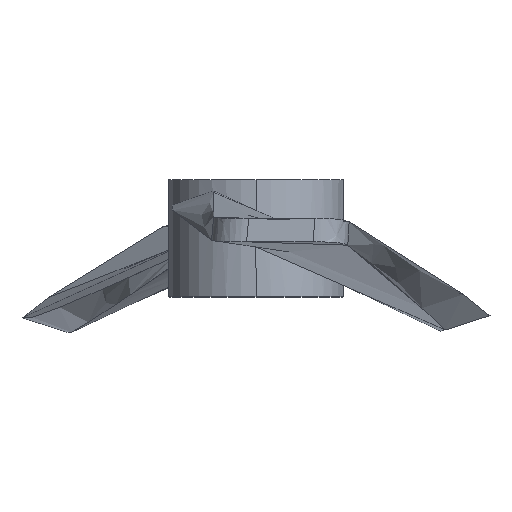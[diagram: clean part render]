
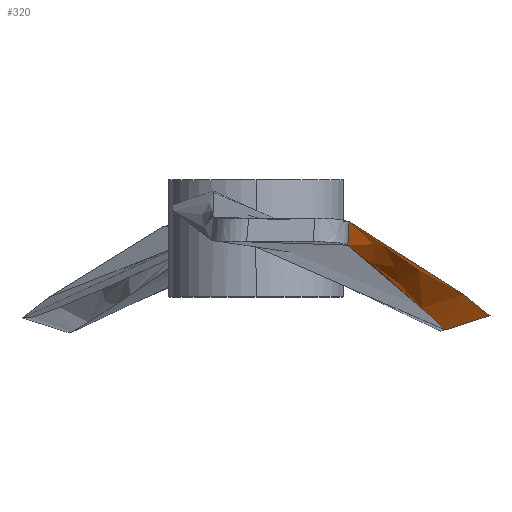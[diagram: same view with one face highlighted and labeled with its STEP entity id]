
A CAD part, top view. The second image highlights one B-rep face of the part: STEP entity #320.
In plain terms, the highlighted free-form (B-spline) face has degree [3, 3] with [4, 5] control points.
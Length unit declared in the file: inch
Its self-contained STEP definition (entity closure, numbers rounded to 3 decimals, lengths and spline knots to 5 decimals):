
#7 = CARTESIAN_POINT ( 'NONE',  ( 1.13676, -0.3908, 2.00397 ) ) ;
#15 = VERTEX_POINT ( 'NONE', #330 ) ;
#20 = VERTEX_POINT ( 'NONE', #1096 ) ;
#23 = CARTESIAN_POINT ( 'NONE',  ( 0.375, 0.22452, 6.25 ) ) ;
#44 = CARTESIAN_POINT ( 'NONE',  ( 0.3928, 0.22791, 6.12221 ) ) ;
#52 = CARTESIAN_POINT ( 'NONE',  ( 0.74319, 0.08953, 4.3059 ) ) ;
#80 = B_SPLINE_SURFACE_WITH_KNOTS ( 'NONE', 3, 3, ( 
 ( #911, #182, #608, #461, #368 ),
 ( #382, #1101, #558, #810, #1094 ),
 ( #631, #830, #204, #1174, #1088 ),
 ( #23, #818, #7, #923, #624 ) ),
 .UNSPECIFIED., .F., .F., .F.,
 ( 4, 4 ),
 ( 4, 1, 4 ),
 ( 0., 1. ),
 ( 0., 0.86006, 1. ),
 .UNSPECIFIED. ) ;
#115 = VERTEX_POINT ( 'NONE', #196 ) ;
#128 = B_SPLINE_CURVE_WITH_KNOTS ( 'NONE', 3,
 ( #327, #840, #322, #238, #575, #948, #136, #493, #851, #579, #44, #415, #503 ),
 .UNSPECIFIED., .F., .F.,
 ( 4, 3, 3, 3, 4 ),
 ( 0., 0.00013, 0.00115, 0.00187, 0.00255 ),
 .UNSPECIFIED. ) ;
#136 = CARTESIAN_POINT ( 'NONE',  ( 0.39499, 0.26491, 6.12533 ) ) ;
#145 = FACE_OUTER_BOUND ( 'NONE', #437, .T. ) ;
#149 = CARTESIAN_POINT ( 'NONE',  ( 0.39171, 0.21041, 6.12071 ) ) ;
#154 = CARTESIAN_POINT ( 'NONE',  ( 0.26874, 0.21054, 0.26154 ) ) ;
#182 = CARTESIAN_POINT ( 'NONE',  ( 0.71269, 0.10694, 4.3925 ) ) ;
#196 = CARTESIAN_POINT ( 'NONE',  ( 0.34223, 0.14344, 0.1533 ) ) ;
#204 = CARTESIAN_POINT ( 'NONE',  ( 1.27461, -0.3837, 2.02412 ) ) ;
#227 = CARTESIAN_POINT ( 'NONE',  ( 0.39171, 0.21041, 6.12071 ) ) ;
#238 = CARTESIAN_POINT ( 'NONE',  ( 0.3972, 0.30499, 6.12864 ) ) ;
#272 = CARTESIAN_POINT ( 'NONE',  ( 0.26874, 0.21054, 0.26154 ) ) ;
#280 = CARTESIAN_POINT ( 'NONE',  ( 0.33718, 0.1456, 0.16457 ) ) ;
#313 = CARTESIAN_POINT ( 'NONE',  ( 0.5165, 0.02265, 0.34806 ) ) ;
#320 = ADVANCED_FACE ( 'NONE', ( #145 ), #80, .T. ) ;
#322 = CARTESIAN_POINT ( 'NONE',  ( 0.39729, 0.3067, 6.12878 ) ) ;
#327 = CARTESIAN_POINT ( 'NONE',  ( 0.39747, 0.31012, 6.12906 ) ) ;
#328 = CARTESIAN_POINT ( 'NONE',  ( 1.48653, -0.33578, 2.1498 ) ) ;
#330 = CARTESIAN_POINT ( 'NONE',  ( 0.39747, 0.31012, 6.12906 ) ) ;
#368 = CARTESIAN_POINT ( 'NONE',  ( -0.18126, 0.42452, 0. ) ) ;
#382 = CARTESIAN_POINT ( 'NONE',  ( 0.375, 0.29119, 6.25 ) ) ;
#415 = CARTESIAN_POINT ( 'NONE',  ( 0.39226, 0.21916, 6.12146 ) ) ;
#437 = EDGE_LOOP ( 'NONE', ( #935, #916, #629, #774 ) ) ;
#439 = EDGE_CURVE ( 'NONE', #20, #115, #795, .T. ) ;
#461 = CARTESIAN_POINT ( 'NONE',  ( 0.34184, 0.1736, 0.22583 ) ) ;
#493 = CARTESIAN_POINT ( 'NONE',  ( 0.39445, 0.25549, 6.12455 ) ) ;
#503 = CARTESIAN_POINT ( 'NONE',  ( 0.39171, 0.21041, 6.12071 ) ) ;
#529 = EDGE_CURVE ( 'NONE', #15, #1147, #128, .T. ) ;
#558 = CARTESIAN_POINT ( 'NONE',  ( 1.41246, -0.37661, 2.04426 ) ) ;
#575 = CARTESIAN_POINT ( 'NONE',  ( 0.39649, 0.29163, 6.12755 ) ) ;
#579 = CARTESIAN_POINT ( 'NONE',  ( 0.39333, 0.23667, 6.12296 ) ) ;
#608 = CARTESIAN_POINT ( 'NONE',  ( 1.55031, -0.36951, 2.0644 ) ) ;
#624 = CARTESIAN_POINT ( 'NONE',  ( 0.18126, 0.25548, 0. ) ) ;
#629 = ORIENTED_EDGE ( 'NONE', *, *, #692, .F. ) ;
#631 = CARTESIAN_POINT ( 'NONE',  ( 0.375, 0.25786, 6.25 ) ) ;
#639 = CARTESIAN_POINT ( 'NONE',  ( 0.31388, 0.16204, 0.20549 ) ) ;
#662 = CARTESIAN_POINT ( 'NONE',  ( 0.62911, 0.01038, 4.31511 ) ) ;
#692 = EDGE_CURVE ( 'NONE', #115, #1147, #1142, .T. ) ;
#774 = ORIENTED_EDGE ( 'NONE', *, *, #439, .F. ) ;
#795 = B_SPLINE_CURVE_WITH_KNOTS ( 'NONE', 3,
 ( #272, #1086, #817, #639, #1093, #829, #280, #1018 ),
 .UNSPECIFIED., .F., .F.,
 ( 4, 2, 2, 4 ),
 ( 0., 0.0019, 0.00285, 0.00381 ),
 .UNSPECIFIED. ) ;
#810 = CARTESIAN_POINT ( 'NONE',  ( 0.38762, 0.13156, 0.23222 ) ) ;
#817 = CARTESIAN_POINT ( 'NONE',  ( 0.29508, 0.17937, 0.23244 ) ) ;
#818 = CARTESIAN_POINT ( 'NONE',  ( 0.60834, 0.02683, 4.41166 ) ) ;
#829 = CARTESIAN_POINT ( 'NONE',  ( 0.3317, 0.14875, 0.17532 ) ) ;
#830 = CARTESIAN_POINT ( 'NONE',  ( 0.64312, 0.05353, 4.40527 ) ) ;
#840 = CARTESIAN_POINT ( 'NONE',  ( 0.39738, 0.30841, 6.12892 ) ) ;
#851 = CARTESIAN_POINT ( 'NONE',  ( 0.3939, 0.24608, 6.12375 ) ) ;
#864 = CARTESIAN_POINT ( 'NONE',  ( 0.39747, 0.31012, 6.12906 ) ) ;
#911 = CARTESIAN_POINT ( 'NONE',  ( 0.375, 0.32452, 6.25 ) ) ;
#916 = ORIENTED_EDGE ( 'NONE', *, *, #529, .T. ) ;
#923 = CARTESIAN_POINT ( 'NONE',  ( 0.47918, 0.04746, 0.24499 ) ) ;
#935 = ORIENTED_EDGE ( 'NONE', *, *, #1123, .F. ) ;
#948 = CARTESIAN_POINT ( 'NONE',  ( 0.39575, 0.27827, 6.12645 ) ) ;
#979 = B_SPLINE_CURVE_WITH_KNOTS ( 'NONE', 3,
 ( #864, #52, #328, #1048, #154 ),
 .UNSPECIFIED., .F., .F.,
 ( 4, 1, 4 ),
 ( 0.01864, 0.86006, 0.9484 ),
 .UNSPECIFIED. ) ;
#1018 = CARTESIAN_POINT ( 'NONE',  ( 0.34223, 0.14344, 0.1533 ) ) ;
#1028 = CARTESIAN_POINT ( 'NONE',  ( 1.10884, -0.37032, 2.03839 ) ) ;
#1048 = CARTESIAN_POINT ( 'NONE',  ( 0.46111, 0.12027, 0.41688 ) ) ;
#1086 = CARTESIAN_POINT ( 'NONE',  ( 0.28186, 0.19406, 0.24806 ) ) ;
#1088 = CARTESIAN_POINT ( 'NONE',  ( 0.06042, 0.31183, 0. ) ) ;
#1093 = CARTESIAN_POINT ( 'NONE',  ( 0.32001, 0.15699, 0.19585 ) ) ;
#1094 = CARTESIAN_POINT ( 'NONE',  ( -0.06042, 0.36817, 0. ) ) ;
#1096 = CARTESIAN_POINT ( 'NONE',  ( 0.26874, 0.21054, 0.26154 ) ) ;
#1101 = CARTESIAN_POINT ( 'NONE',  ( 0.6779, 0.08023, 4.39889 ) ) ;
#1123 = EDGE_CURVE ( 'NONE', #15, #20, #979, .T. ) ;
#1127 = CARTESIAN_POINT ( 'NONE',  ( 0.34223, 0.14344, 0.1533 ) ) ;
#1142 = B_SPLINE_CURVE_WITH_KNOTS ( 'NONE', 3,
 ( #1127, #313, #1028, #662, #227 ),
 .UNSPECIFIED., .F., .F.,
 ( 4, 1, 4 ),
 ( 0.02914, 0.13994, 0.9799 ),
 .UNSPECIFIED. ) ;
#1147 = VERTEX_POINT ( 'NONE', #149 ) ;
#1174 = CARTESIAN_POINT ( 'NONE',  ( 0.4334, 0.08951, 0.23861 ) ) ;
